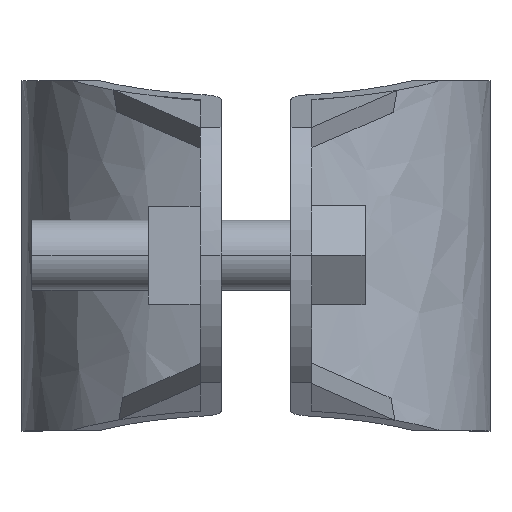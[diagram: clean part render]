
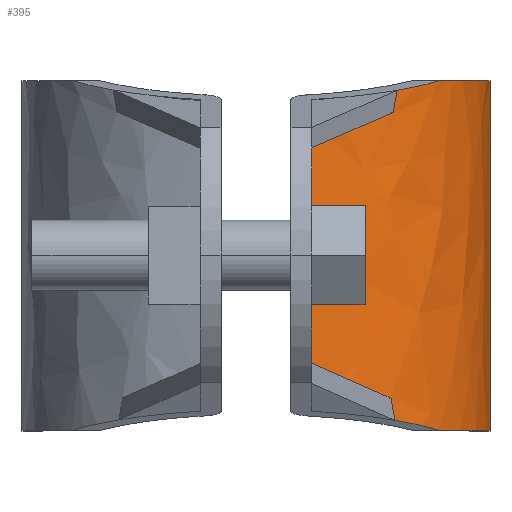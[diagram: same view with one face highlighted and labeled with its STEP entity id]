
A CAD part, top view. The second image highlights one B-rep face of the part: STEP entity #395.
In plain terms, the highlighted free-form (B-spline) face has degree [3, 1] with [4, 2] control points.
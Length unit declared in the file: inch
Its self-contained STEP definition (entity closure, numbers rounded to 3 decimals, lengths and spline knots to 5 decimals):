
#395=ADVANCED_FACE('',(#771),#772,.T.);
#771=FACE_OUTER_BOUND('',#1304,.T.);
#772=B_SPLINE_SURFACE_WITH_KNOTS('',3,1,((#1305,#1306),(#1307,#1308),(#1309,#1310),(#1311,#1312)),.UNSPECIFIED.,.F.,.F.,.F.,(4,4),(2,2),(-1.0,-0.0),(0.0,1.25),.UNSPECIFIED.);
#1304=EDGE_LOOP('',(#2241,#2242,#2243,#2244,#2245,#2246,#2247,#2248,#2249,#2250));
#1305=CARTESIAN_POINT('',(1.67206,1.2499,1.43099));
#1306=CARTESIAN_POINT('',(1.67206,-0.0001,1.43099));
#1307=CARTESIAN_POINT('',(1.67206,1.2499,1.81574));
#1308=CARTESIAN_POINT('',(1.67206,-0.0001,1.81574));
#1309=CARTESIAN_POINT('',(1.40922,1.2499,2.15074));
#1310=CARTESIAN_POINT('',(1.40922,-0.0001,2.15074));
#1311=CARTESIAN_POINT('',(1.03551,1.2499,2.24227));
#1312=CARTESIAN_POINT('',(1.03551,-0.0001,2.24227));
#2241=ORIENTED_EDGE('',*,*,#2441,.F.);
#2242=ORIENTED_EDGE('',*,*,#2552,.T.);
#2243=ORIENTED_EDGE('',*,*,#2660,.T.);
#2244=ORIENTED_EDGE('',*,*,#2482,.T.);
#2245=ORIENTED_EDGE('',*,*,#2780,.T.);
#2246=ORIENTED_EDGE('',*,*,#2769,.T.);
#2247=ORIENTED_EDGE('',*,*,#2563,.F.);
#2248=ORIENTED_EDGE('',*,*,#2459,.T.);
#2249=ORIENTED_EDGE('',*,*,#2426,.F.);
#2250=ORIENTED_EDGE('',*,*,#2718,.T.);
#2426=EDGE_CURVE('',#2855,#2857,#2858,.T.);
#2441=EDGE_CURVE('',#2883,#2885,#2886,.T.);
#2459=EDGE_CURVE('',#2911,#2857,#2918,.T.);
#2482=EDGE_CURVE('',#2957,#2955,#2958,.T.);
#2552=EDGE_CURVE('',#2883,#3069,#3070,.T.);
#2563=EDGE_CURVE('',#2911,#3011,#3085,.T.);
#2660=EDGE_CURVE('',#3069,#2957,#3232,.T.);
#2718=EDGE_CURVE('',#2855,#2885,#3308,.T.);
#2769=EDGE_CURVE('',#3364,#3011,#3365,.T.);
#2780=EDGE_CURVE('',#2955,#3364,#3376,.T.);
#2855=VERTEX_POINT('',#3473);
#2857=VERTEX_POINT('',#3476);
#2858=LINE('',#3477,#3478);
#2883=VERTEX_POINT('',#3518);
#2885=VERTEX_POINT('',#3525);
#2886=B_SPLINE_CURVE_WITH_KNOTS('',3,(#3526,#3527,#3528,#3529,#3530,#3531),.UNSPECIFIED.,.F.,.F.,(4,2,4),(0.0,0.10715,0.21168),.UNSPECIFIED.);
#2911=VERTEX_POINT('',#3579);
#2918=B_SPLINE_CURVE_WITH_KNOTS('',3,(#3592,#3593,#3594,#3595),.UNSPECIFIED.,.F.,.F.,(4,4),(0.0,1.0),.UNSPECIFIED.);
#2955=VERTEX_POINT('',#3675);
#2957=VERTEX_POINT('',#3678);
#2958=LINE('',#3679,#3680);
#3011=VERTEX_POINT('',#3774);
#3069=VERTEX_POINT('',#3878);
#3070=B_SPLINE_CURVE_WITH_KNOTS('',3,(#3879,#3880,#3881,#3882),.UNSPECIFIED.,.F.,.F.,(4,4),(-0.34304,-0.0),.UNSPECIFIED.);
#3085=B_SPLINE_CURVE_WITH_KNOTS('',3,(#3917,#3918,#3919,#3920,#3921,#3922),.UNSPECIFIED.,.F.,.F.,(4,2,4),(0.0,0.10453,0.21183),.UNSPECIFIED.);
#3232=B_SPLINE_CURVE_WITH_KNOTS('',3,(#4172,#4173,#4174,#4175,#4176,#4177),.UNSPECIFIED.,.F.,.F.,(4,2,4),(-0.51516,-0.26079,-0.0),.UNSPECIFIED.);
#3308=B_SPLINE_CURVE_WITH_KNOTS('',3,(#4318,#4319,#4320,#4321),.UNSPECIFIED.,.F.,.F.,(4,4),(-1.0,-0.0),.UNSPECIFIED.);
#3364=VERTEX_POINT('',#4429);
#3365=B_SPLINE_CURVE_WITH_KNOTS('',3,(#4430,#4431,#4432,#4433),.UNSPECIFIED.,.F.,.F.,(4,4),(-0.34417,-0.0),.UNSPECIFIED.);
#3376=B_SPLINE_CURVE_WITH_KNOTS('',3,(#4452,#4453,#4454,#4455,#4456,#4457),.UNSPECIFIED.,.F.,.F.,(4,2,4),(-0.51469,-0.25398,-0.0),.UNSPECIFIED.);
#3473=CARTESIAN_POINT('',(1.67206,1.24982,1.43099));
#3476=CARTESIAN_POINT('',(1.67206,0.,1.43099));
#3477=CARTESIAN_POINT('',(1.67206,1.2499,1.43099));
#3478=VECTOR('',#4514,1.0);
#3518=CARTESIAN_POINT('',(1.34032,1.21522,2.0975));
#3525=CARTESIAN_POINT('',(1.4931,1.24982,1.94764));
#3526=CARTESIAN_POINT('',(1.03551,1.1818,2.24227));
#3527=CARTESIAN_POINT('',(1.12731,1.18699,2.21979));
#3528=CARTESIAN_POINT('',(1.21406,1.19567,2.18219));
#3529=CARTESIAN_POINT('',(1.36934,1.21902,2.08102));
#3530=CARTESIAN_POINT('',(1.43697,1.23335,2.01895));
#3531=CARTESIAN_POINT('',(1.4931,1.24982,1.94764));
#3579=CARTESIAN_POINT('',(1.49371,0.0,1.94687));
#3592=CARTESIAN_POINT('',(1.03551,0.,2.24227));
#3593=CARTESIAN_POINT('',(1.40922,0.,2.15074));
#3594=CARTESIAN_POINT('',(1.67206,0.,1.81574));
#3595=CARTESIAN_POINT('',(1.67206,0.,1.43099));
#3675=CARTESIAN_POINT('',(1.03551,0.14469,2.24227));
#3678=CARTESIAN_POINT('',(1.03551,1.10531,2.24227));
#3679=CARTESIAN_POINT('',(1.03551,1.2499,2.24227));
#3680=VECTOR('',#4549,1.0);
#3774=CARTESIAN_POINT('',(1.33252,0.03612,2.10332));
#3878=CARTESIAN_POINT('',(1.32597,1.13628,2.10811));
#3879=CARTESIAN_POINT('',(1.34674,1.24982,2.0926));
#3880=CARTESIAN_POINT('',(1.32597,1.13852,2.10861));
#3881=CARTESIAN_POINT('',(1.30588,1.02404,2.12255));
#3882=CARTESIAN_POINT('',(1.28698,0.91192,2.13465));
#3917=CARTESIAN_POINT('',(1.49371,0.,1.94687));
#3918=CARTESIAN_POINT('',(1.4376,0.01649,2.01831));
#3919=CARTESIAN_POINT('',(1.36997,0.03086,2.08052));
#3920=CARTESIAN_POINT('',(1.21449,0.05429,2.182));
#3921=CARTESIAN_POINT('',(1.12753,0.063,2.21973));
#3922=CARTESIAN_POINT('',(1.03551,0.0682,2.24227));
#4172=CARTESIAN_POINT('',(1.46455,1.1654,1.98199));
#4173=CARTESIAN_POINT('',(1.4095,1.15091,2.04472));
#4174=CARTESIAN_POINT('',(1.34515,1.13835,2.09915));
#4175=CARTESIAN_POINT('',(1.19993,1.11779,2.18821));
#4176=CARTESIAN_POINT('',(1.11982,1.11007,2.22162));
#4177=CARTESIAN_POINT('',(1.03551,1.10531,2.24227));
#4318=CARTESIAN_POINT('',(1.67206,1.24982,1.43099));
#4319=CARTESIAN_POINT('',(1.67206,1.24982,1.81574));
#4320=CARTESIAN_POINT('',(1.40922,1.24982,2.15074));
#4321=CARTESIAN_POINT('',(1.03551,1.24982,2.24227));
#4429=CARTESIAN_POINT('',(1.31838,0.11497,2.11353));
#4430=CARTESIAN_POINT('',(1.27988,0.33911,2.13914));
#4431=CARTESIAN_POINT('',(1.29866,0.22655,2.12739));
#4432=CARTESIAN_POINT('',(1.31857,0.1118,2.11388));
#4433=CARTESIAN_POINT('',(1.33912,0.,2.0984));
#4452=CARTESIAN_POINT('',(1.03551,0.14469,2.24227));
#4453=CARTESIAN_POINT('',(1.11987,0.13992,2.22161));
#4454=CARTESIAN_POINT('',(1.20003,0.1322,2.18817));
#4455=CARTESIAN_POINT('',(1.34523,0.11163,2.09909));
#4456=CARTESIAN_POINT('',(1.40954,0.09907,2.04468));
#4457=CARTESIAN_POINT('',(1.46455,0.0846,1.98199));
#4514=DIRECTION('',(0.0,-1.0,0.0));
#4549=DIRECTION('',(0.0,-1.0,0.0));
